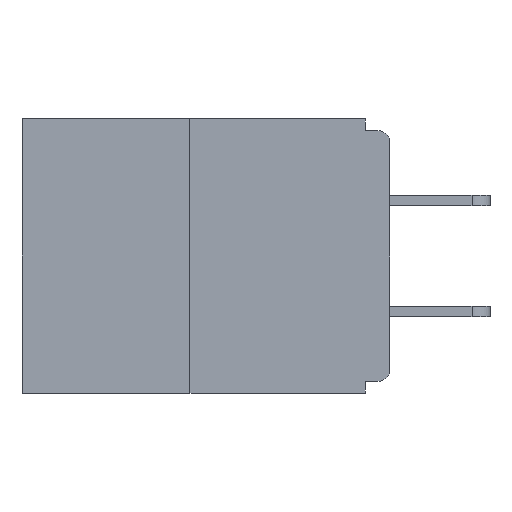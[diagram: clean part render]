
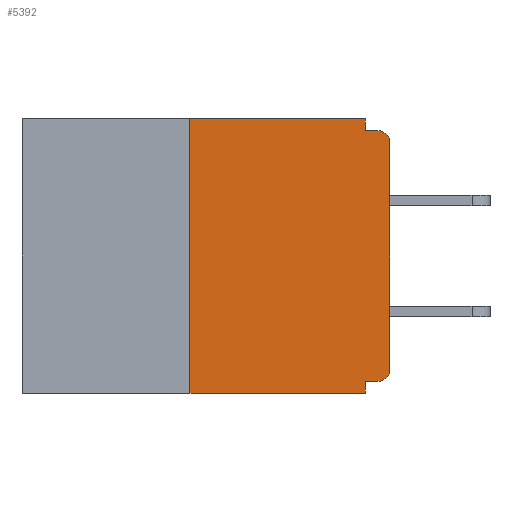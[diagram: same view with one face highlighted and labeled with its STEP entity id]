
A CAD part, left-side view. The second image highlights one B-rep face of the part: STEP entity #5392.
In plain terms, the highlighted planar face has unit normal (-1, 0, 0).
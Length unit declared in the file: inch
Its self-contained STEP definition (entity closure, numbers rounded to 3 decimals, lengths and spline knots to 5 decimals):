
#121 = EDGE_CURVE ( 'NONE', #15150, #194, #15137, .T. ) ;
#194 = VERTEX_POINT ( 'NONE', #6612 ) ;
#232 = CARTESIAN_POINT ( 'NONE',  ( 0., 0., -0.313 ) ) ;
#425 = VERTEX_POINT ( 'NONE', #13759 ) ;
#576 = VERTEX_POINT ( 'NONE', #2548 ) ;
#639 = CARTESIAN_POINT ( 'NONE',  ( 0., 0.46, 0. ) ) ;
#732 = VECTOR ( 'NONE', #9127, 39.37008 ) ;
#976 = DIRECTION ( 'NONE',  ( 0., -1., 0. ) ) ;
#1094 = CARTESIAN_POINT ( 'NONE',  ( 0., 0.015, -0.313 ) ) ;
#1138 = DIRECTION ( 'NONE',  ( -1., 0., 0. ) ) ;
#1422 = CARTESIAN_POINT ( 'NONE',  ( 0., 0., -0.328 ) ) ;
#1437 = ORIENTED_EDGE ( 'NONE', *, *, #7904, .F. ) ;
#1819 = DIRECTION ( 'NONE',  ( -1., 0., 0. ) ) ;
#2052 = CARTESIAN_POINT ( 'NONE',  ( 0., 0.015, -0.015 ) ) ;
#2356 = VERTEX_POINT ( 'NONE', #15487 ) ;
#2548 = CARTESIAN_POINT ( 'NONE',  ( 0., 0.25, -0.343 ) ) ;
#2578 = CARTESIAN_POINT ( 'NONE',  ( 0., 0.031, -0.343 ) ) ;
#3006 = DIRECTION ( 'NONE',  ( 0., 0., -1. ) ) ;
#3368 = CARTESIAN_POINT ( 'NONE',  ( 0., 0.46, -0.343 ) ) ;
#3489 = VECTOR ( 'NONE', #976, 39.37008 ) ;
#3579 = ORIENTED_EDGE ( 'NONE', *, *, #9008, .F. ) ;
#4082 = LINE ( 'NONE', #2578, #13092 ) ;
#4366 = DIRECTION ( 'NONE',  ( 1., 0., 0. ) ) ;
#4420 = VECTOR ( 'NONE', #9997, 39.37008 ) ;
#4593 = ORIENTED_EDGE ( 'NONE', *, *, #121, .T. ) ;
#4609 = ORIENTED_EDGE ( 'NONE', *, *, #13979, .F. ) ;
#4779 = VERTEX_POINT ( 'NONE', #6625 ) ;
#4981 = EDGE_CURVE ( 'NONE', #576, #4779, #5490, .T. ) ;
#5392 = ADVANCED_FACE ( 'NONE', ( #12243 ), #14986, .F. ) ;
#5490 = LINE ( 'NONE', #15411, #732 ) ;
#5651 = AXIS2_PLACEMENT_3D ( 'NONE', #8364, #1819, #15772 ) ;
#5738 = CIRCLE ( 'NONE', #15722, 0.015 ) ;
#5789 = DIRECTION ( 'NONE',  ( 0., -1., 0. ) ) ;
#6186 = VECTOR ( 'NONE', #5789, 39.37008 ) ;
#6612 = CARTESIAN_POINT ( 'NONE',  ( 0., 0., -0.03 ) ) ;
#6625 = CARTESIAN_POINT ( 'NONE',  ( 0., 0.25, 0. ) ) ;
#6629 = VERTEX_POINT ( 'NONE', #13209 ) ;
#7017 = LINE ( 'NONE', #7502, #3489 ) ;
#7502 = CARTESIAN_POINT ( 'NONE',  ( 0., 0.46, 0. ) ) ;
#7670 = VERTEX_POINT ( 'NONE', #14628 ) ;
#7904 = EDGE_CURVE ( 'NONE', #9102, #7670, #15982, .T. ) ;
#7983 = EDGE_CURVE ( 'NONE', #194, #8096, #15562, .T. ) ;
#8064 = VECTOR ( 'NONE', #8070, 39.37008 ) ;
#8070 = DIRECTION ( 'NONE',  ( 0., 1., 0. ) ) ;
#8096 = VERTEX_POINT ( 'NONE', #2052 ) ;
#8203 = EDGE_CURVE ( 'NONE', #2356, #8096, #13914, .T. ) ;
#8261 = VECTOR ( 'NONE', #14390, 39.37008 ) ;
#8364 = CARTESIAN_POINT ( 'NONE',  ( 0., 0.015, -0.03 ) ) ;
#9008 = EDGE_CURVE ( 'NONE', #7670, #6629, #4082, .T. ) ;
#9102 = VERTEX_POINT ( 'NONE', #12333 ) ;
#9127 = DIRECTION ( 'NONE',  ( 0., 0., 1. ) ) ;
#9859 = EDGE_CURVE ( 'NONE', #9102, #15150, #5738, .T. ) ;
#9929 = AXIS2_PLACEMENT_3D ( 'NONE', #639, #4366, #3006 ) ;
#9997 = DIRECTION ( 'NONE',  ( 0., -1., 0. ) ) ;
#10498 = ORIENTED_EDGE ( 'NONE', *, *, #4981, .F. ) ;
#10580 = DIRECTION ( 'NONE',  ( 0., 0., -1. ) ) ;
#11497 = EDGE_CURVE ( 'NONE', #576, #6629, #13611, .T. ) ;
#12243 = FACE_OUTER_BOUND ( 'NONE', #15782, .T. ) ;
#12264 = CARTESIAN_POINT ( 'NONE',  ( 0., 0., -0.015 ) ) ;
#12333 = CARTESIAN_POINT ( 'NONE',  ( 0., 0.015, -0.328 ) ) ;
#12414 = ORIENTED_EDGE ( 'NONE', *, *, #14055, .F. ) ;
#12775 = ORIENTED_EDGE ( 'NONE', *, *, #7983, .T. ) ;
#13092 = VECTOR ( 'NONE', #10580, 39.37008 ) ;
#13131 = CARTESIAN_POINT ( 'NONE',  ( 0., 0.031, 0. ) ) ;
#13209 = CARTESIAN_POINT ( 'NONE',  ( 0., 0.031, -0.343 ) ) ;
#13498 = ORIENTED_EDGE ( 'NONE', *, *, #8203, .F. ) ;
#13611 = LINE ( 'NONE', #3368, #4420 ) ;
#13759 = CARTESIAN_POINT ( 'NONE',  ( 0., 0.031, 0. ) ) ;
#13914 = LINE ( 'NONE', #12264, #6186 ) ;
#13921 = VECTOR ( 'NONE', #15728, 39.37008 ) ;
#13924 = ORIENTED_EDGE ( 'NONE', *, *, #11497, .T. ) ;
#13979 = EDGE_CURVE ( 'NONE', #425, #2356, #15351, .T. ) ;
#14055 = EDGE_CURVE ( 'NONE', #4779, #425, #7017, .T. ) ;
#14390 = DIRECTION ( 'NONE',  ( 0., 0., 1. ) ) ;
#14434 = ORIENTED_EDGE ( 'NONE', *, *, #9859, .T. ) ;
#14628 = CARTESIAN_POINT ( 'NONE',  ( 0., 0.031, -0.328 ) ) ;
#14986 = PLANE ( 'NONE',  #9929 ) ;
#15137 = LINE ( 'NONE', #16846, #8261 ) ;
#15150 = VERTEX_POINT ( 'NONE', #232 ) ;
#15351 = LINE ( 'NONE', #13131, #13921 ) ;
#15411 = CARTESIAN_POINT ( 'NONE',  ( 0., 0.25, 0. ) ) ;
#15487 = CARTESIAN_POINT ( 'NONE',  ( 0., 0.031, -0.015 ) ) ;
#15562 = CIRCLE ( 'NONE', #5651, 0.015 ) ;
#15722 = AXIS2_PLACEMENT_3D ( 'NONE', #1094, #1138, #16868 ) ;
#15728 = DIRECTION ( 'NONE',  ( 0., 0., -1. ) ) ;
#15772 = DIRECTION ( 'NONE',  ( 0., 0., -1. ) ) ;
#15782 = EDGE_LOOP ( 'NONE', ( #12414, #10498, #13924, #3579, #1437, #14434, #4593, #12775, #13498, #4609 ) ) ;
#15982 = LINE ( 'NONE', #1422, #8064 ) ;
#16846 = CARTESIAN_POINT ( 'NONE',  ( 0., 0., 0. ) ) ;
#16868 = DIRECTION ( 'NONE',  ( 0., 0., -1. ) ) ;
